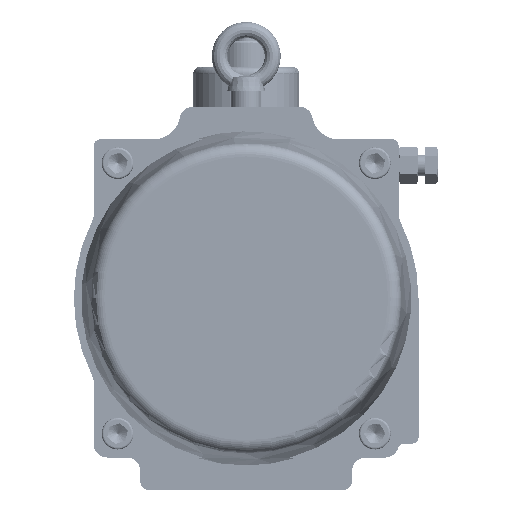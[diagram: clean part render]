
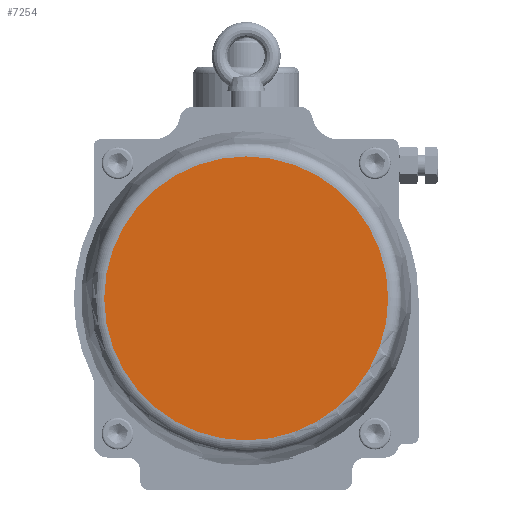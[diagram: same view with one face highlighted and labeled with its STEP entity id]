
A CAD part, front view. The second image highlights one B-rep face of the part: STEP entity #7254.
In plain terms, the highlighted planar face has unit normal (0, -1, 0).
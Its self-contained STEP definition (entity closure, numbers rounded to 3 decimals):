
#5592=FACE_OUTER_BOUND('',#10052,.T.);
#7254=ADVANCED_FACE('',(#5592),#8374,.T.);
#8374=PLANE('',#24908);
#10052=EDGE_LOOP('',(#13021));
#13021=ORIENTED_EDGE('',*,*,#20743,.T.);
#18264=VERTEX_POINT('',#36748);
#20743=EDGE_CURVE('',#18264,#18264,#23364,.T.);
#23364=CIRCLE('',#24907,107.083);
#24907=AXIS2_PLACEMENT_3D('',#36747,#28669,#28670);
#24908=AXIS2_PLACEMENT_3D('',#36749,#28671,#28672);
#28669=DIRECTION('',(0.,-1.,0.));
#28670=DIRECTION('',(0.,0.,-1.));
#28671=DIRECTION('',(0.,-1.,0.));
#28672=DIRECTION('',(0.,0.,-1.));
#36747=CARTESIAN_POINT('',(0.,-95.,0.));
#36748=CARTESIAN_POINT('',(0.,-95.,-107.083));
#36749=CARTESIAN_POINT('',(0.,-95.,0.));
